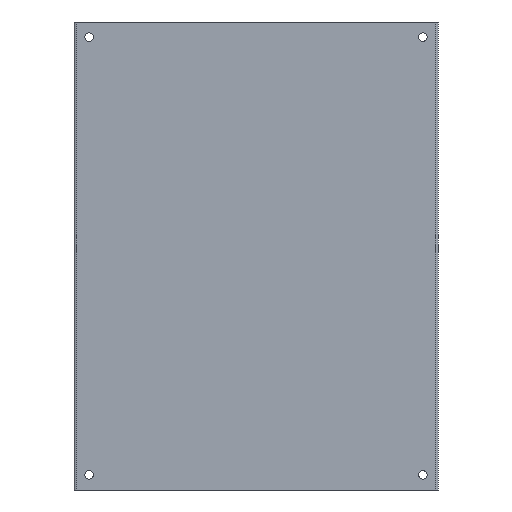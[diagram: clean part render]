
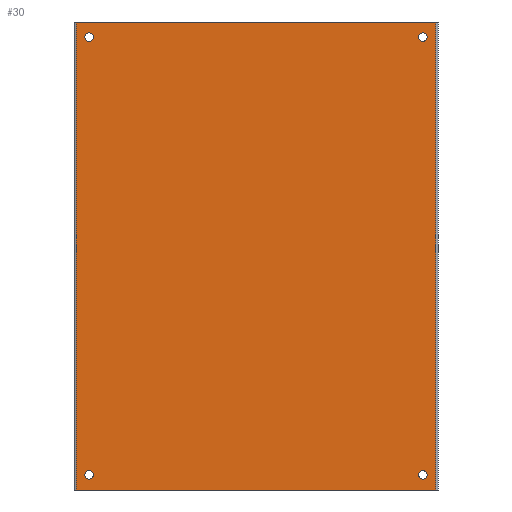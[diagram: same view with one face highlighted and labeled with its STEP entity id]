
A CAD part, front view. The second image highlights one B-rep face of the part: STEP entity #30.
In plain terms, the highlighted planar face has unit normal (0, -1, 0).
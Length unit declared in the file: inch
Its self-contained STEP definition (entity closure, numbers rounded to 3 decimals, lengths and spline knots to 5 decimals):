
#23 = CARTESIAN_POINT ( 'NONE',  ( -9.625, 0., 12.625 ) ) ;
#30 = ADVANCED_FACE ( 'NONE', ( #750, #422, #359, #444, #288 ), #37, .T. ) ;
#35 = CARTESIAN_POINT ( 'NONE',  ( -10.375, 0., -13.5 ) ) ;
#37 = PLANE ( 'NONE',  #703 ) ;
#48 = AXIS2_PLACEMENT_3D ( 'NONE', #636, #272, #268 ) ;
#65 = DIRECTION ( 'NONE',  ( 0., 0., -1. ) ) ;
#73 = AXIS2_PLACEMENT_3D ( 'NONE', #678, #615, #252 ) ;
#77 = ORIENTED_EDGE ( 'NONE', *, *, #313, .T. ) ;
#79 = DIRECTION ( 'NONE',  ( 0., 0., -1. ) ) ;
#87 = ORIENTED_EDGE ( 'NONE', *, *, #722, .T. ) ;
#88 = ORIENTED_EDGE ( 'NONE', *, *, #361, .T. ) ;
#96 = ORIENTED_EDGE ( 'NONE', *, *, #403, .T. ) ;
#127 = EDGE_CURVE ( 'NONE', #494, #464, #254, .T. ) ;
#131 = VERTEX_POINT ( 'NONE', #240 ) ;
#144 = AXIS2_PLACEMENT_3D ( 'NONE', #738, #680, #787 ) ;
#176 = EDGE_LOOP ( 'NONE', ( #88, #373 ) ) ;
#177 = EDGE_LOOP ( 'NONE', ( #338, #587, #533, #390 ) ) ;
#185 = CARTESIAN_POINT ( 'NONE',  ( 10.375, 0., 13.5 ) ) ;
#192 = EDGE_LOOP ( 'NONE', ( #294, #87 ) ) ;
#203 = VERTEX_POINT ( 'NONE', #561 ) ;
#212 = EDGE_LOOP ( 'NONE', ( #626, #77 ) ) ;
#219 = LINE ( 'NONE', #300, #760 ) ;
#228 = DIRECTION ( 'NONE',  ( 0., -1., 0. ) ) ;
#235 = EDGE_CURVE ( 'NONE', #745, #595, #583, .T. ) ;
#240 = CARTESIAN_POINT ( 'NONE',  ( -9.625, 0., 12.375 ) ) ;
#244 = CARTESIAN_POINT ( 'NONE',  ( -9.625, 0., -12.375 ) ) ;
#246 = VERTEX_POINT ( 'NONE', #244 ) ;
#252 = DIRECTION ( 'NONE',  ( 0., 0., -1. ) ) ;
#253 = EDGE_CURVE ( 'NONE', #464, #203, #219, .T. ) ;
#254 = LINE ( 'NONE', #547, #624 ) ;
#261 = CARTESIAN_POINT ( 'NONE',  ( 9.625, 0., -12.625 ) ) ;
#263 = VERTEX_POINT ( 'NONE', #629 ) ;
#268 = DIRECTION ( 'NONE',  ( 0., 0., -1. ) ) ;
#272 = DIRECTION ( 'NONE',  ( 0., 1., 0. ) ) ;
#288 = FACE_BOUND ( 'NONE', #212, .T. ) ;
#293 = VERTEX_POINT ( 'NONE', #185 ) ;
#294 = ORIENTED_EDGE ( 'NONE', *, *, #516, .T. ) ;
#300 = CARTESIAN_POINT ( 'NONE',  ( -10.5, 0., -13.5 ) ) ;
#311 = CARTESIAN_POINT ( 'NONE',  ( 9.625, 0., 12.375 ) ) ;
#312 = VERTEX_POINT ( 'NONE', #450 ) ;
#313 = EDGE_CURVE ( 'NONE', #263, #131, #697, .T. ) ;
#317 = VECTOR ( 'NONE', #660, 39.37008 ) ;
#326 = VERTEX_POINT ( 'NONE', #311 ) ;
#328 = DIRECTION ( 'NONE',  ( 0., 1., 0. ) ) ;
#332 = LINE ( 'NONE', #717, #317 ) ;
#338 = ORIENTED_EDGE ( 'NONE', *, *, #253, .T. ) ;
#344 = DIRECTION ( 'NONE',  ( 0., 0., -1. ) ) ;
#353 = CARTESIAN_POINT ( 'NONE',  ( 9.625, 0., -12.875 ) ) ;
#359 = FACE_BOUND ( 'NONE', #176, .T. ) ;
#361 = EDGE_CURVE ( 'NONE', #595, #745, #621, .T. ) ;
#366 = CIRCLE ( 'NONE', #791, 0.25 ) ;
#373 = ORIENTED_EDGE ( 'NONE', *, *, #235, .T. ) ;
#374 = AXIS2_PLACEMENT_3D ( 'NONE', #23, #388, #79 ) ;
#377 = EDGE_CURVE ( 'NONE', #131, #263, #590, .T. ) ;
#387 = VERTEX_POINT ( 'NONE', #759 ) ;
#388 = DIRECTION ( 'NONE',  ( 0., 1., 0. ) ) ;
#390 = ORIENTED_EDGE ( 'NONE', *, *, #127, .T. ) ;
#401 = DIRECTION ( 'NONE',  ( 0., 0., -1. ) ) ;
#403 = EDGE_CURVE ( 'NONE', #312, #326, #537, .T. ) ;
#405 = CARTESIAN_POINT ( 'NONE',  ( -10.5, 0., -13.5 ) ) ;
#420 = CIRCLE ( 'NONE', #761, 0.25 ) ;
#422 = FACE_BOUND ( 'NONE', #743, .T. ) ;
#442 = CIRCLE ( 'NONE', #73, 0.25 ) ;
#444 = FACE_BOUND ( 'NONE', #192, .T. ) ;
#450 = CARTESIAN_POINT ( 'NONE',  ( 9.625, 0., 12.875 ) ) ;
#453 = CARTESIAN_POINT ( 'NONE',  ( 9.625, 0., 12.625 ) ) ;
#464 = VERTEX_POINT ( 'NONE', #35 ) ;
#494 = VERTEX_POINT ( 'NONE', #530 ) ;
#495 = DIRECTION ( 'NONE',  ( 1., 0., 0. ) ) ;
#498 = LINE ( 'NONE', #536, #694 ) ;
#502 = CARTESIAN_POINT ( 'NONE',  ( 9.625, 0., -12.375 ) ) ;
#503 = EDGE_CURVE ( 'NONE', #203, #293, #498, .T. ) ;
#516 = EDGE_CURVE ( 'NONE', #387, #246, #366, .T. ) ;
#529 = AXIS2_PLACEMENT_3D ( 'NONE', #261, #704, #592 ) ;
#530 = CARTESIAN_POINT ( 'NONE',  ( -10.375, 0., 13.5 ) ) ;
#533 = ORIENTED_EDGE ( 'NONE', *, *, #659, .T. ) ;
#536 = CARTESIAN_POINT ( 'NONE',  ( 10.375, 0., -13.5 ) ) ;
#537 = CIRCLE ( 'NONE', #560, 0.25 ) ;
#547 = CARTESIAN_POINT ( 'NONE',  ( -10.375, 0., -13.5 ) ) ;
#560 = AXIS2_PLACEMENT_3D ( 'NONE', #453, #328, #593 ) ;
#561 = CARTESIAN_POINT ( 'NONE',  ( 10.375, 0., -13.5 ) ) ;
#568 = CARTESIAN_POINT ( 'NONE',  ( 9.625, 0., 12.625 ) ) ;
#583 = CIRCLE ( 'NONE', #144, 0.25 ) ;
#587 = ORIENTED_EDGE ( 'NONE', *, *, #503, .T. ) ;
#590 = CIRCLE ( 'NONE', #48, 0.25 ) ;
#592 = DIRECTION ( 'NONE',  ( 0., 0., -1. ) ) ;
#593 = DIRECTION ( 'NONE',  ( 0., 0., -1. ) ) ;
#595 = VERTEX_POINT ( 'NONE', #353 ) ;
#602 = DIRECTION ( 'NONE',  ( 0., 0., 1. ) ) ;
#608 = ORIENTED_EDGE ( 'NONE', *, *, #696, .T. ) ;
#615 = DIRECTION ( 'NONE',  ( 0., 1., 0. ) ) ;
#621 = CIRCLE ( 'NONE', #529, 0.25 ) ;
#623 = DIRECTION ( 'NONE',  ( 0., 1., 0. ) ) ;
#624 = VECTOR ( 'NONE', #786, 39.37008 ) ;
#626 = ORIENTED_EDGE ( 'NONE', *, *, #377, .T. ) ;
#629 = CARTESIAN_POINT ( 'NONE',  ( -9.625, 0., 12.875 ) ) ;
#636 = CARTESIAN_POINT ( 'NONE',  ( -9.625, 0., 12.625 ) ) ;
#652 = DIRECTION ( 'NONE',  ( 0., 1., 0. ) ) ;
#659 = EDGE_CURVE ( 'NONE', #293, #494, #332, .T. ) ;
#660 = DIRECTION ( 'NONE',  ( -1., 0., 0. ) ) ;
#678 = CARTESIAN_POINT ( 'NONE',  ( -9.625, 0., -12.625 ) ) ;
#680 = DIRECTION ( 'NONE',  ( 0., 1., 0. ) ) ;
#694 = VECTOR ( 'NONE', #602, 39.37008 ) ;
#696 = EDGE_CURVE ( 'NONE', #326, #312, #420, .T. ) ;
#697 = CIRCLE ( 'NONE', #374, 0.25 ) ;
#703 = AXIS2_PLACEMENT_3D ( 'NONE', #405, #228, #344 ) ;
#704 = DIRECTION ( 'NONE',  ( 0., 1., 0. ) ) ;
#717 = CARTESIAN_POINT ( 'NONE',  ( -10.5, 0., 13.5 ) ) ;
#722 = EDGE_CURVE ( 'NONE', #246, #387, #442, .T. ) ;
#738 = CARTESIAN_POINT ( 'NONE',  ( 9.625, 0., -12.625 ) ) ;
#743 = EDGE_LOOP ( 'NONE', ( #608, #96 ) ) ;
#745 = VERTEX_POINT ( 'NONE', #502 ) ;
#750 = FACE_OUTER_BOUND ( 'NONE', #177, .T. ) ;
#759 = CARTESIAN_POINT ( 'NONE',  ( -9.625, 0., -12.875 ) ) ;
#760 = VECTOR ( 'NONE', #495, 39.37008 ) ;
#761 = AXIS2_PLACEMENT_3D ( 'NONE', #568, #623, #65 ) ;
#766 = CARTESIAN_POINT ( 'NONE',  ( -9.625, 0., -12.625 ) ) ;
#786 = DIRECTION ( 'NONE',  ( 0., 0., -1. ) ) ;
#787 = DIRECTION ( 'NONE',  ( 0., 0., -1. ) ) ;
#791 = AXIS2_PLACEMENT_3D ( 'NONE', #766, #652, #401 ) ;
